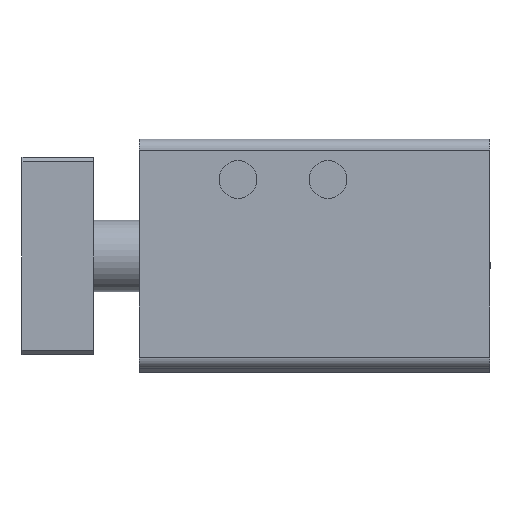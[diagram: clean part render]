
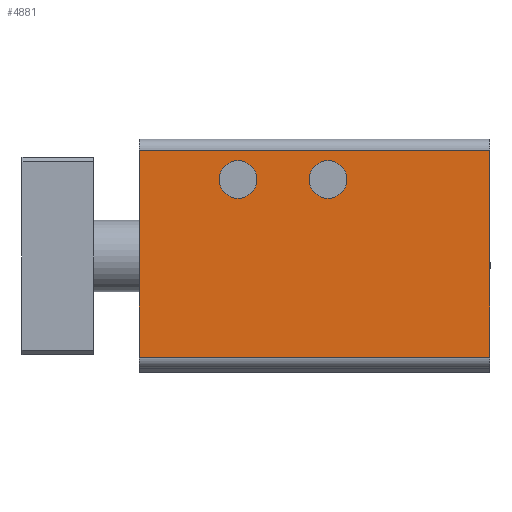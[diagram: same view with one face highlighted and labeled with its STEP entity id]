
A CAD part, front view. The second image highlights one B-rep face of the part: STEP entity #4881.
In plain terms, the highlighted planar face has unit normal (0, -1, 0).
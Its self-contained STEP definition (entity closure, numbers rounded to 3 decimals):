
#2184=CARTESIAN_POINT('',(202.003,-29.,11.75));
#2185=VERTEX_POINT('Vertex94',#2184);
#2193=CARTESIAN_POINT('',(202.003,-29.,-11.25));
#2194=VERTEX_POINT('Vertex95',#2193);
#2195=CARTESIAN_POINT('',(202.003,-29.,0.25));
#2196=DIRECTION('',(0.,0.,-1.));
#2197=VECTOR('',#2196,1.);
#2198=LINE('nurbsCrv126',#2195,#2197);
#2199=EDGE_CURVE('Edge126',#2185,#2194,#2198,.T.);
#3540=CARTESIAN_POINT('',(163.003,-29.,-11.25));
#3541=VERTEX_POINT('Vertex254',#3540);
#3549=CARTESIAN_POINT('',(163.003,-29.,11.75));
#3550=VERTEX_POINT('Vertex255',#3549);
#3551=CARTESIAN_POINT('',(163.003,-29.,0.25));
#3552=DIRECTION('',(0.,0.,-1.));
#3553=VECTOR('',#3552,1.);
#3554=LINE('nurbsCrv286',#3551,#3553);
#3555=EDGE_CURVE('Edge286',#3550,#3541,#3554,.T.);
#4130=CARTESIAN_POINT('',(171.903,-29.,8.5));
#4131=VERTEX_POINT('Vertex283',#4130);
#4132=CARTESIAN_POINT('',(174.003,-29.,8.5));
#4133=DIRECTION('',(0.,1.,0.));
#4134=DIRECTION('',(-1.,0.,0.));
#4135=AXIS2_PLACEMENT_3D('',#4132,#4133,#4134);
#4136=CIRCLE('nurbsCrv321',#4135,2.1);
#4137=EDGE_CURVE('Edge321',#4131,#4131,#4136,.T.);
#4153=CARTESIAN_POINT('',(181.903,-29.,8.5));
#4154=VERTEX_POINT('Vertex284',#4153);
#4155=CARTESIAN_POINT('',(184.003,-29.,8.5));
#4156=DIRECTION('',(0.,1.,0.));
#4157=DIRECTION('',(-1.,0.,0.));
#4158=AXIS2_PLACEMENT_3D('',#4155,#4156,#4157);
#4159=CIRCLE('nurbsCrv322',#4158,2.1);
#4160=EDGE_CURVE('Edge322',#4154,#4154,#4159,.T.);
#4843=CARTESIAN_POINT('',(182.503,-29.,11.75));
#4844=DIRECTION('',(-1.,0.,0.));
#4845=VECTOR('',#4844,1.);
#4846=LINE('nurbsCrv360',#4843,#4845);
#4847=EDGE_CURVE('Edge360',#2185,#3550,#4846,.T.);
#4859=ORIENTED_EDGE('Edgeuse551',*,*,#3555,.T.);
#4860=CARTESIAN_POINT('',(182.503,-29.,-11.25));
#4861=DIRECTION('',(-1.,0.,0.));
#4862=VECTOR('',#4861,1.);
#4863=LINE('nurbsCrv361',#4860,#4862);
#4864=EDGE_CURVE('Edge361',#2194,#3541,#4863,.T.);
#4865=ORIENTED_EDGE('Edgeuse552',*,*,#4864,.F.);
#4866=ORIENTED_EDGE('Edgeuse553',*,*,#2199,.F.);
#4867=ORIENTED_EDGE('Edgeuse554',*,*,#4847,.T.);
#4868=EDGE_LOOP('',(#4859,#4865,#4866,#4867));
#4869=FACE_OUTER_BOUND('',#4868,.T.);
#4870=ORIENTED_EDGE('Edgeuse549',*,*,#4137,.T.);
#4871=EDGE_LOOP('',(#4870));
#4872=FACE_BOUND('',#4871,.T.);
#4873=ORIENTED_EDGE('Edgeuse550',*,*,#4160,.T.);
#4874=EDGE_LOOP('',(#4873));
#4875=FACE_BOUND('',#4874,.T.);
#4876=CARTESIAN_POINT('',(182.503,-29.,0.25));
#4877=DIRECTION('',(0.,-1.,0.));
#4878=DIRECTION('',(0.,0.,-1.));
#4879=AXIS2_PLACEMENT_3D('',#4876,#4877,#4878);
#4880=PLANE('nurbsSrf119',#4879);
#4881=ADVANCED_FACE('Face119',(#4869,#4872,#4875),#4880,.T.);
